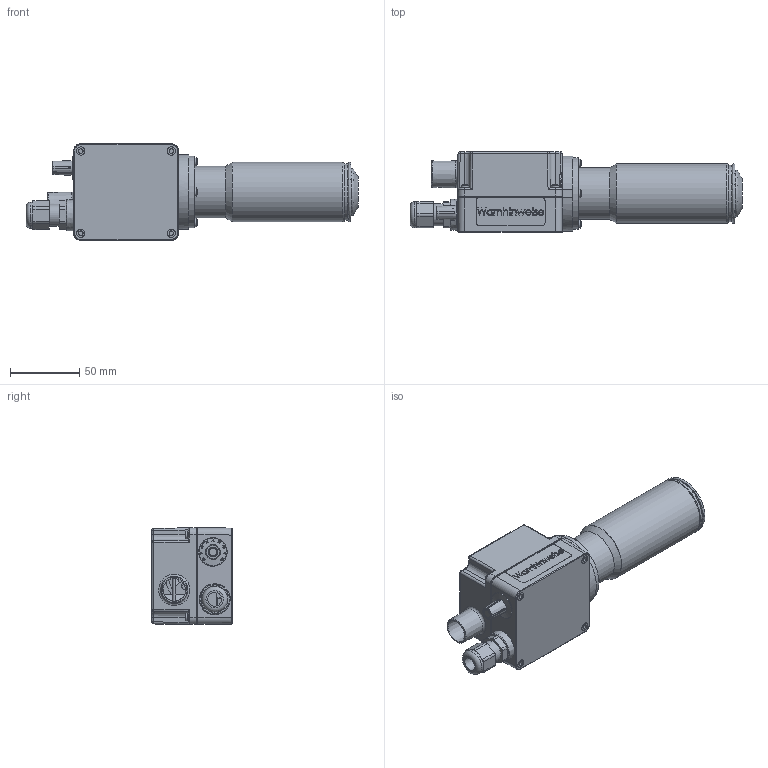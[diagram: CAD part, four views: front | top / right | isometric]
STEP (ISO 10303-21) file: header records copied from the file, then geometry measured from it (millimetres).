
FILE_DESCRIPTION( ( 'Unknown' ), '1' );
FILE_NAME( 'Lufterhitzer Typ S36.stp', 'Unknown', ( 'Herz Austria' ), ( 'Unknown' ), 'PSStep 15.0.49', 'Unknown', ' ' );
FILE_SCHEMA( ( 'AUTOMOTIVE_DESIGN { 1 0 10303 214 1 1 1 1 }' ) );
Length unit declared in the file: millimetre
Products named in the file (1): Kabelverschraubung M16x1,5
Bounding box: 240.53 x 58.3 x 70.07 mm (x, y, z)
Volume: 127991.6 mm3; surface area: 126002.7 mm2
Topology: 1 solids, 41 shells, 1801 faces, 4552 edges, 2961 vertices
Faces by surface type: plane 856, cylinder 546, extrusion 174, torus 100, cone 63, bspline 35, sphere 27
Full cylindrical faces by diameter (mm): 1 x3, 2 x2, 2.5 x4, 2.9 x4, 3 x8, 3.03 x2, 3.2 x4, 3.3 x8, 3.5 x8, 3.8 x9, 4 x1, 4.1 x1, 4.15 x8, 4.2 x1, 4.5 x4, 5 x1, 5.03 x2, 5.4 x4, 5.5 x5, 5.561 x4, 5.8 x4, 6 x9, 6.5 x1, 7 x2, 10 x1, 14.5 x1, 16 x1, 18.62 x1, 20 x1, 20.6 x1
Entity records: 80725 total; most frequent: CARTESIAN_POINT 24154, DIRECTION 8535, ORIENTED_EDGE 8500, EDGE_CURVE 4250, AXIS2_PLACEMENT_3D 3073, VERTEX_POINT 2879, VECTOR 2389, EDGE_LOOP 2215
